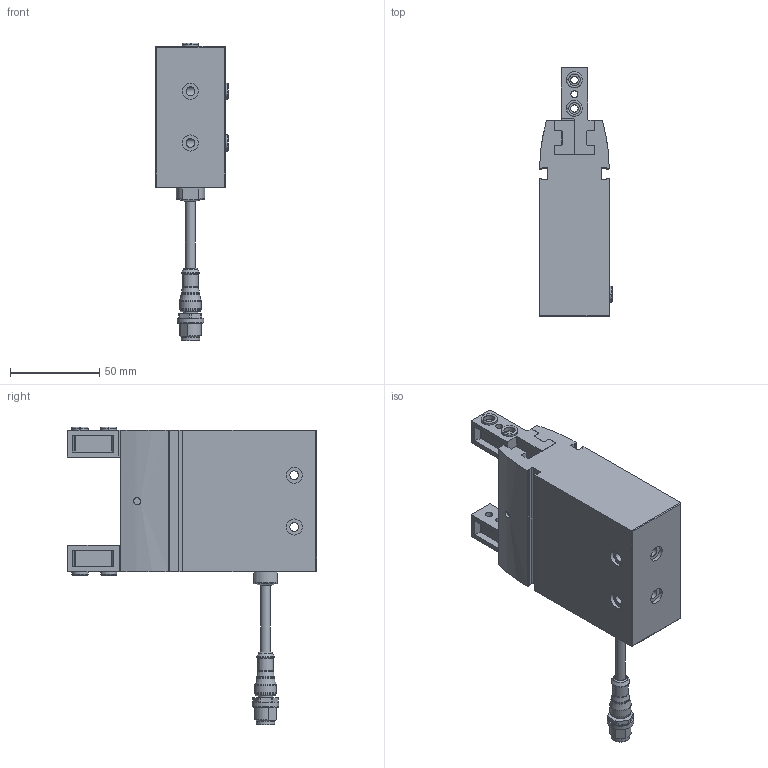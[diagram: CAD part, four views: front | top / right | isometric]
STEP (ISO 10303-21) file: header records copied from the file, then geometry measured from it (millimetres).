
FILE_DESCRIPTION(/* description */ ('STEP AP214'),/* implementation_level */ '2;1');
FILE_NAME(/* name */ '8103811_EHPS-25-A-LK',/* time_stamp */ '2024-08-27T15:50:33+02:00',/* author */ ('License CC BY-ND 4.0'),/* organization */ ('CADENAS'),/* preprocessor_version */ 'ST-DEVELOPER v19.3',/* originating_system */ 'PARTsolutions',/* authorisation */ ' ');
FILE_SCHEMA (('AUTOMOTIVE_DESIGN {1 0 10303 214 3 1 1}'));
Length unit declared in the file: millimetre
Products named in the file (4): 8103811 EHPS-25-A-LK---(0); 8103811 EHPS-25-A-LK---(geh); 8070830 EHPS-25-A---(griff); 8137184 ZBH-9-B
Assembly tree (9 placements, depth 2):
  8103811 EHPS-25-A-LK---(0)
    8103811 EHPS-25-A-LK---(geh)
    8070830 EHPS-25-A---(griff)  x2
    8137184 ZBH-9-B  x6
Bounding box: 40.8 x 139.5 x 166.9 mm (x, y, z)
Volume: 335018.8 mm3; surface area: 58522.1 mm2
Topology: 9 solids, 9 shells, 365 faces, 907 edges, 592 vertices
Faces by surface type: plane 219, cylinder 104, torus 30, cone 11, sphere 1
Full cylindrical faces by diameter (mm): 1 x5, 4 x5, 4.134 x4, 4.2 x2, 4.917 x4, 5.5 x1, 7.5 x1, 7.7 x1, 8.3 x1, 8.4 x1, 8.8 x1, 9 x10, 10.2 x1, 10.5 x2, 12 x1, 15 x1
Entity records: 9527 total; most frequent: CARTESIAN_POINT 1452, DIRECTION 1374, ORIENTED_EDGE 1244, EDGE_CURVE 622, AXIS2_PLACEMENT_3D 488, VERTEX_POINT 444, LINE 398, VECTOR 398
